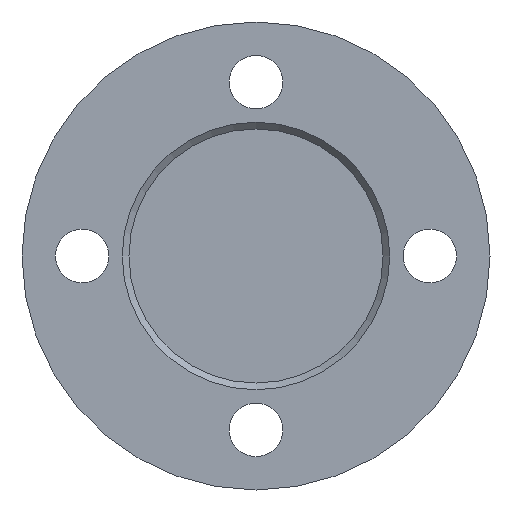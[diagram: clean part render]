
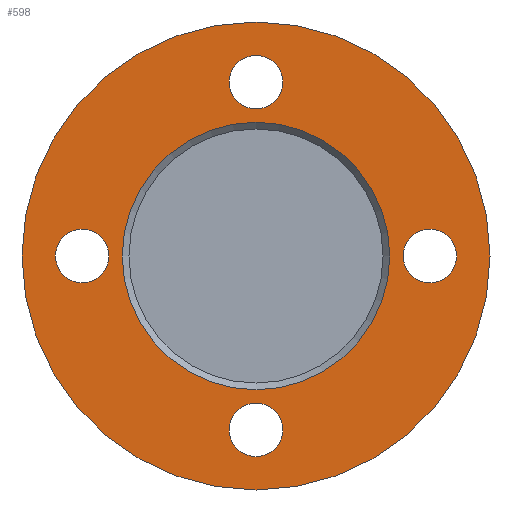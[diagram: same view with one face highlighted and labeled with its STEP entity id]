
A CAD part, front view. The second image highlights one B-rep face of the part: STEP entity #598.
In plain terms, the highlighted planar face has unit normal (0, -1, 0).
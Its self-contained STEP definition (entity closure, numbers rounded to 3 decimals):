
#32=FACE_BOUND('',#115,.T.);
#33=FACE_BOUND('',#116,.T.);
#34=FACE_BOUND('',#117,.T.);
#35=FACE_BOUND('',#118,.T.);
#36=FACE_BOUND('',#119,.T.);
#44=PLANE('',#660);
#76=FACE_OUTER_BOUND('',#114,.T.);
#114=EDGE_LOOP('',(#418));
#115=EDGE_LOOP('',(#419));
#116=EDGE_LOOP('',(#420));
#117=EDGE_LOOP('',(#421));
#118=EDGE_LOOP('',(#422));
#119=EDGE_LOOP('',(#423));
#212=CIRCLE('',#655,10.);
#216=CIRCLE('',#661,17.5);
#217=CIRCLE('',#662,2.);
#218=CIRCLE('',#663,2.);
#219=CIRCLE('',#664,2.);
#220=CIRCLE('',#665,2.);
#260=VERTEX_POINT('',#953);
#264=VERTEX_POINT('',#965);
#265=VERTEX_POINT('',#967);
#266=VERTEX_POINT('',#969);
#267=VERTEX_POINT('',#971);
#268=VERTEX_POINT('',#973);
#318=EDGE_CURVE('',#260,#260,#212,.T.);
#324=EDGE_CURVE('',#264,#264,#216,.T.);
#325=EDGE_CURVE('',#265,#265,#217,.T.);
#326=EDGE_CURVE('',#266,#266,#218,.T.);
#327=EDGE_CURVE('',#267,#267,#219,.T.);
#328=EDGE_CURVE('',#268,#268,#220,.T.);
#418=ORIENTED_EDGE('',*,*,#324,.F.);
#419=ORIENTED_EDGE('',*,*,#325,.T.);
#420=ORIENTED_EDGE('',*,*,#326,.T.);
#421=ORIENTED_EDGE('',*,*,#327,.T.);
#422=ORIENTED_EDGE('',*,*,#328,.T.);
#423=ORIENTED_EDGE('',*,*,#318,.F.);
#598=ADVANCED_FACE('',(#76,#32,#33,#34,#35,#36),#44,.F.);
#655=AXIS2_PLACEMENT_3D('',#954,#748,#749);
#660=AXIS2_PLACEMENT_3D('',#964,#760,#761);
#661=AXIS2_PLACEMENT_3D('',#966,#762,#763);
#662=AXIS2_PLACEMENT_3D('',#968,#764,#765);
#663=AXIS2_PLACEMENT_3D('',#970,#766,#767);
#664=AXIS2_PLACEMENT_3D('',#972,#768,#769);
#665=AXIS2_PLACEMENT_3D('',#974,#770,#771);
#748=DIRECTION('center_axis',(0.,-1.,0.));
#749=DIRECTION('ref_axis',(-1.,0.,0.));
#760=DIRECTION('center_axis',(0.,1.,0.));
#761=DIRECTION('ref_axis',(0.,0.,1.));
#762=DIRECTION('center_axis',(0.,1.,0.));
#763=DIRECTION('ref_axis',(-1.,0.,0.));
#764=DIRECTION('center_axis',(0.,1.,0.));
#765=DIRECTION('ref_axis',(1.,0.,0.));
#766=DIRECTION('center_axis',(0.,1.,0.));
#767=DIRECTION('ref_axis',(0.,0.,-1.));
#768=DIRECTION('center_axis',(0.,1.,0.));
#769=DIRECTION('ref_axis',(-1.,0.,0.));
#770=DIRECTION('center_axis',(0.,1.,0.));
#771=DIRECTION('ref_axis',(0.,0.,1.));
#953=CARTESIAN_POINT('',(10.,0.,0.));
#954=CARTESIAN_POINT('Origin',(0.,0.,0.));
#964=CARTESIAN_POINT('Origin',(0.,0.,0.));
#965=CARTESIAN_POINT('',(17.5,0.,0.));
#966=CARTESIAN_POINT('Origin',(0.,0.,0.));
#967=CARTESIAN_POINT('',(-15.,0.,0.));
#968=CARTESIAN_POINT('Origin',(-13.,0.,0.));
#969=CARTESIAN_POINT('',(0.,0.,15.));
#970=CARTESIAN_POINT('Origin',(0.,0.,13.));
#971=CARTESIAN_POINT('',(15.,0.,0.));
#972=CARTESIAN_POINT('Origin',(13.,0.,0.));
#973=CARTESIAN_POINT('',(0.,0.,-15.));
#974=CARTESIAN_POINT('Origin',(0.,0.,-13.));
